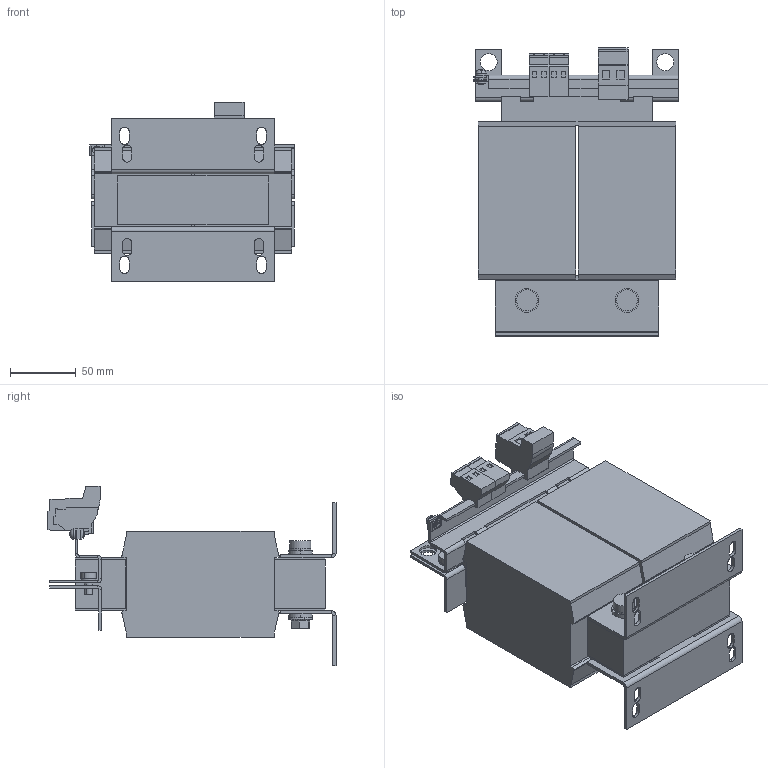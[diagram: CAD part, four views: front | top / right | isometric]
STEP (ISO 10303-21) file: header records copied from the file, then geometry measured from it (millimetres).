
FILE_DESCRIPTION (( 'STEP AP214' ), '1' );
FILE_NAME ('197123.STEP', '2020-08-03T04:43:51', ( '' ), ( '' ), 'SwSTEP 2.0', 'SolidWorks 2018', '' );
FILE_SCHEMA (( 'AUTOMOTIVE_DESIGN' ));
Length unit declared in the file: millimetre
Products named in the file (1): 197123
Bounding box: 155.5 x 218.7 x 136.55 mm (x, y, z)
Volume: 1817354.1 mm3; surface area: 197099.2 mm2
Topology: 1 solids, 1 shells, 547 faces, 1391 edges, 864 vertices
Faces by surface type: plane 419, cylinder 116, cone 6, torus 6
Entity records: 16364 total; most frequent: CARTESIAN_POINT 2991, ORIENTED_EDGE 2778, DIRECTION 2710, EDGE_CURVE 1389, VECTOR 1092, LINE 1092, VERTEX_POINT 864, AXIS2_PLACEMENT_3D 809
